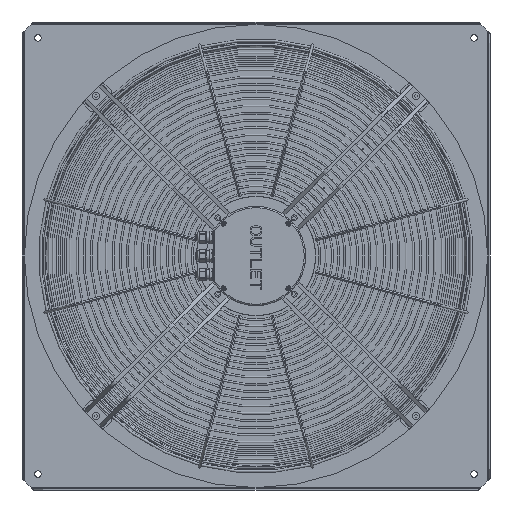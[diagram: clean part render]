
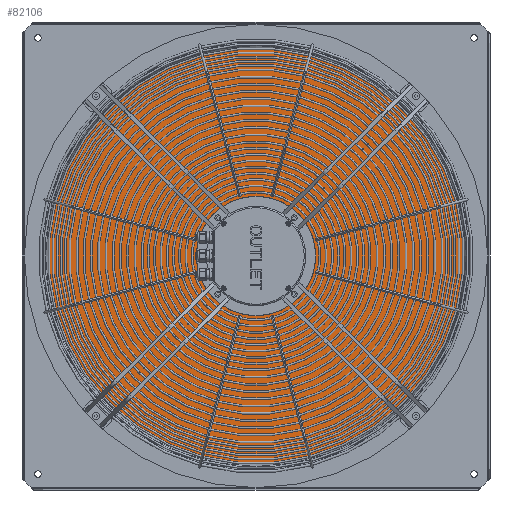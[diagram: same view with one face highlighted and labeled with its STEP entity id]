
A CAD part, front view. The second image highlights one B-rep face of the part: STEP entity #82106.
In plain terms, the highlighted face is planar.
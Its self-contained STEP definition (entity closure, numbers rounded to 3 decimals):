
#79356=CARTESIAN_POINT('',(0.,0.,144.35));
#79357=DIRECTION('',(0.,0.,-1.));
#79358=DIRECTION('',(-1.,0.,0.));
#79359=AXIS2_PLACEMENT_3D('',#79356,#79357,#79358);
#79361=CARTESIAN_POINT('',(0.,0.,144.35));
#79362=DIRECTION('',(0.,0.,-1.));
#79363=DIRECTION('',(1.,0.,0.));
#79364=AXIS2_PLACEMENT_3D('',#79361,#79362,#79363);
#79659=CARTESIAN_POINT('',(-357.,0.,144.35));
#79660=CARTESIAN_POINT('',(357.,0.,144.35));
#79661=VERTEX_POINT('',#79659);
#79662=VERTEX_POINT('',#79660);
#82097=CARTESIAN_POINT('',(-366.841,0.,144.35));
#82098=DIRECTION('',(0.,0.,-1.));
#82099=DIRECTION('',(0.,1.,0.));
#82100=AXIS2_PLACEMENT_3D('',#82097,#82098,#82099);
#82101=PLANE('',#82100);
#82102=ORIENTED_EDGE('',*,*,#81275,.T.);
#82103=ORIENTED_EDGE('',*,*,#81338,.T.);
#82104=EDGE_LOOP('',(#82102,#82103));
#82105=FACE_OUTER_BOUND('',#82104,.F.);
#82106=ADVANCED_FACE('',(#82105),#82101,.F.);
#79360=CIRCLE('',#79359,357.);
#79365=CIRCLE('',#79364,357.);
#81275=EDGE_CURVE('',#79661,#79662,#79360,.T.);
#81338=EDGE_CURVE('',#79662,#79661,#79365,.T.);
